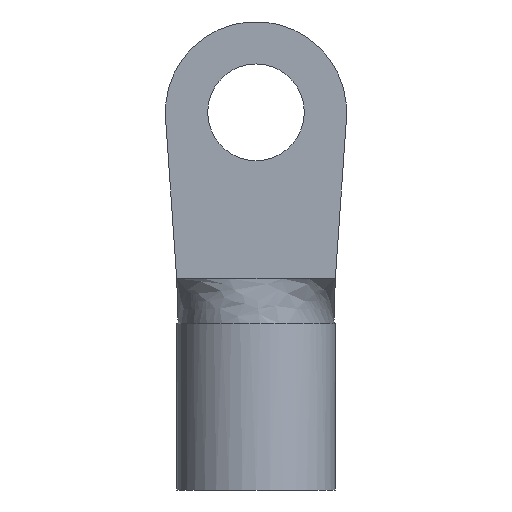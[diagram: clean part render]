
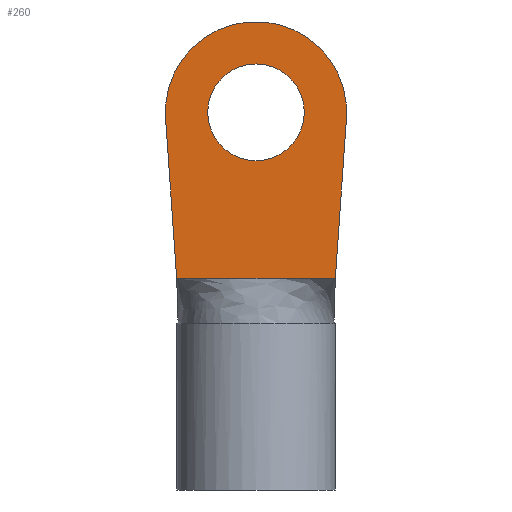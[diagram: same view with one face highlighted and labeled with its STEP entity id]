
A CAD part, front view. The second image highlights one B-rep face of the part: STEP entity #260.
In plain terms, the highlighted planar face has unit normal (0, -1, 0).
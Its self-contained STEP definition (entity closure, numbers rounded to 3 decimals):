
#9 = DIRECTION ( 'NONE',  ( 0., 0., 1. ) ) ;
#25 = EDGE_LOOP ( 'NONE', ( #743, #234, #45, #556 ) ) ;
#26 = FACE_BOUND ( 'NONE', #860, .T. ) ;
#31 = EDGE_CURVE ( 'NONE', #284, #737, #323, .T. ) ;
#32 = EDGE_CURVE ( 'NONE', #737, #874, #91, .T. ) ;
#45 = ORIENTED_EDGE ( 'NONE', *, *, #951, .F. ) ;
#65 = DIRECTION ( 'NONE',  ( -0.069, 0., -0.998 ) ) ;
#69 = CIRCLE ( 'NONE', #601, 3.2 ) ;
#72 = CARTESIAN_POINT ( 'NONE',  ( 0., -5.25, 28.2 ) ) ;
#91 = LINE ( 'NONE', #399, #934 ) ;
#94 = CARTESIAN_POINT ( 'NONE',  ( 0., -5.25, 25. ) ) ;
#106 = DIRECTION ( 'NONE',  ( 0., 0., 1. ) ) ;
#165 = DIRECTION ( 'NONE',  ( 0., 1., 0. ) ) ;
#178 = DIRECTION ( 'NONE',  ( 0., 1., 0. ) ) ;
#191 = VERTEX_POINT ( 'NONE', #901 ) ;
#206 = AXIS2_PLACEMENT_3D ( 'NONE', #839, #165, #679 ) ;
#234 = ORIENTED_EDGE ( 'NONE', *, *, #31, .F. ) ;
#253 = DIRECTION ( 'NONE',  ( -1., 0., 0. ) ) ;
#255 = AXIS2_PLACEMENT_3D ( 'NONE', #865, #936, #9 ) ;
#260 = ADVANCED_FACE ( 'NONE', ( #563, #26 ), #941, .F. ) ;
#284 = VERTEX_POINT ( 'NONE', #709 ) ;
#287 = CARTESIAN_POINT ( 'NONE',  ( 0., -5.25, 21.8 ) ) ;
#295 = EDGE_CURVE ( 'NONE', #626, #545, #69, .T. ) ;
#323 = LINE ( 'NONE', #858, #464 ) ;
#363 = EDGE_CURVE ( 'NONE', #874, #191, #721, .T. ) ;
#377 = ORIENTED_EDGE ( 'NONE', *, *, #295, .T. ) ;
#399 = CARTESIAN_POINT ( 'NONE',  ( -5.25, -5.25, 14. ) ) ;
#458 = CARTESIAN_POINT ( 'NONE',  ( 5.25, -5.25, 14. ) ) ;
#464 = VECTOR ( 'NONE', #253, 1000. ) ;
#545 = VERTEX_POINT ( 'NONE', #287 ) ;
#547 = CARTESIAN_POINT ( 'NONE',  ( -5.25, -5.25, 14. ) ) ;
#554 = DIRECTION ( 'NONE',  ( 0., 0., 1. ) ) ;
#556 = ORIENTED_EDGE ( 'NONE', *, *, #363, .F. ) ;
#563 = FACE_OUTER_BOUND ( 'NONE', #25, .T. ) ;
#601 = AXIS2_PLACEMENT_3D ( 'NONE', #94, #178, #106 ) ;
#626 = VERTEX_POINT ( 'NONE', #72 ) ;
#629 = AXIS2_PLACEMENT_3D ( 'NONE', #852, #687, #554 ) ;
#679 = DIRECTION ( 'NONE',  ( 0., 0., 1. ) ) ;
#687 = DIRECTION ( 'NONE',  ( 0., 1., 0. ) ) ;
#703 = DIRECTION ( 'NONE',  ( -0.069, 0., 0.998 ) ) ;
#709 = CARTESIAN_POINT ( 'NONE',  ( 5.25, -5.25, 14. ) ) ;
#721 = CIRCLE ( 'NONE', #629, 6. ) ;
#737 = VERTEX_POINT ( 'NONE', #547 ) ;
#743 = ORIENTED_EDGE ( 'NONE', *, *, #32, .F. ) ;
#803 = ORIENTED_EDGE ( 'NONE', *, *, #923, .T. ) ;
#839 = CARTESIAN_POINT ( 'NONE',  ( 0., -5.25, 25. ) ) ;
#852 = CARTESIAN_POINT ( 'NONE',  ( 0., -5.25, 25. ) ) ;
#858 = CARTESIAN_POINT ( 'NONE',  ( 5.25, -5.25, 14. ) ) ;
#860 = EDGE_LOOP ( 'NONE', ( #803, #377 ) ) ;
#865 = CARTESIAN_POINT ( 'NONE',  ( 0., -5.25, 25. ) ) ;
#874 = VERTEX_POINT ( 'NONE', #956 ) ;
#888 = VECTOR ( 'NONE', #65, 1000. ) ;
#901 = CARTESIAN_POINT ( 'NONE',  ( 5.986, -5.25, 24.584 ) ) ;
#914 = LINE ( 'NONE', #458, #888 ) ;
#923 = EDGE_CURVE ( 'NONE', #545, #626, #970, .T. ) ;
#934 = VECTOR ( 'NONE', #703, 1000. ) ;
#936 = DIRECTION ( 'NONE',  ( 0., 1., 0. ) ) ;
#941 = PLANE ( 'NONE',  #255 ) ;
#951 = EDGE_CURVE ( 'NONE', #191, #284, #914, .T. ) ;
#956 = CARTESIAN_POINT ( 'NONE',  ( -5.986, -5.25, 24.584 ) ) ;
#970 = CIRCLE ( 'NONE', #206, 3.2 ) ;
